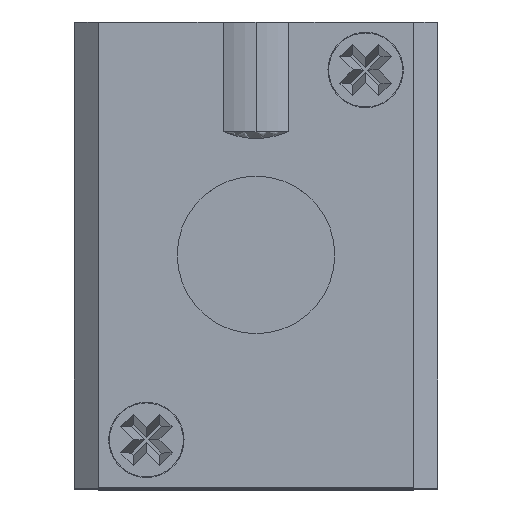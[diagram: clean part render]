
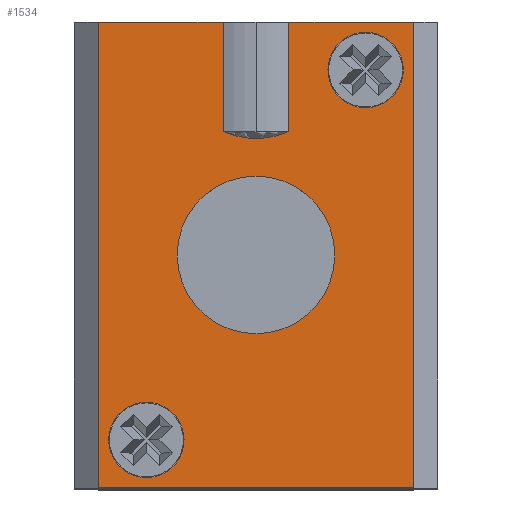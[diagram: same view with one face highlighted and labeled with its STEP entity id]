
A CAD part, top view. The second image highlights one B-rep face of the part: STEP entity #1534.
In plain terms, the highlighted planar face has unit normal (0, 0, 1).
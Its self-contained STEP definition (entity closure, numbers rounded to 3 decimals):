
#9 = ORIENTED_EDGE ( 'NONE', *, *, #3139, .F. ) ;
#33 = ORIENTED_EDGE ( 'NONE', *, *, #3138, .F. ) ;
#34 = ORIENTED_EDGE ( 'NONE', *, *, #3181, .F. ) ;
#35 = ORIENTED_EDGE ( 'NONE', *, *, #3143, .F. ) ;
#36 = ORIENTED_EDGE ( 'NONE', *, *, #3115, .F. ) ;
#37 = ORIENTED_EDGE ( 'NONE', *, *, #3171, .F. ) ;
#38 = ORIENTED_EDGE ( 'NONE', *, *, #3114, .F. ) ;
#39 = ORIENTED_EDGE ( 'NONE', *, *, #3106, .T. ) ;
#40 = ORIENTED_EDGE ( 'NONE', *, *, #651, .T. ) ;
#41 = ORIENTED_EDGE ( 'NONE', *, *, #3124, .T. ) ;
#42 = ORIENTED_EDGE ( 'NONE', *, *, #3177, .T. ) ;
#266 = CARTESIAN_POINT ( 'NONE',  ( 0., 14.5, 13. ) ) ;
#267 = DIRECTION ( 'NONE',  ( 0., 0., -1. ) ) ;
#268 = DIRECTION ( 'NONE',  ( 1., 0., 0. ) ) ;
#286 = CARTESIAN_POINT ( 'NONE',  ( 2.398, 9., 13. ) ) ;
#287 = DIRECTION ( 'NONE',  ( 0., 1., 0. ) ) ;
#288 = CARTESIAN_POINT ( 'NONE',  ( -8., -13.5, 13. ) ) ;
#289 = DIRECTION ( 'NONE',  ( 0., 0., 1. ) ) ;
#290 = DIRECTION ( 'NONE',  ( 1., 0., 0. ) ) ;
#294 = CARTESIAN_POINT ( 'NONE',  ( 11.5, 17., 13. ) ) ;
#295 = DIRECTION ( 'NONE',  ( 0., 1., 0. ) ) ;
#309 = CARTESIAN_POINT ( 'NONE',  ( -11.5, 17., 13. ) ) ;
#310 = DIRECTION ( 'NONE',  ( -1., 0., 0. ) ) ;
#339 = CARTESIAN_POINT ( 'NONE',  ( 0., 0., 13. ) ) ;
#340 = DIRECTION ( 'NONE',  ( 0., 0., 1. ) ) ;
#341 = DIRECTION ( 'NONE',  ( 1., 0., 0. ) ) ;
#342 = CARTESIAN_POINT ( 'NONE',  ( 0., 0., 13. ) ) ;
#343 = DIRECTION ( 'NONE',  ( 0., 0., 1. ) ) ;
#344 = DIRECTION ( 'NONE',  ( 1., 0., 0. ) ) ;
#353 = CARTESIAN_POINT ( 'NONE',  ( 8., 13.5, 13. ) ) ;
#354 = DIRECTION ( 'NONE',  ( 0., 0., 1. ) ) ;
#355 = DIRECTION ( 'NONE',  ( 1., 0., 0. ) ) ;
#362 = CARTESIAN_POINT ( 'NONE',  ( -11.5, -17., 13. ) ) ;
#363 = DIRECTION ( 'NONE',  ( 1., 0., 0. ) ) ;
#417 = CARTESIAN_POINT ( 'NONE',  ( -8., -13.5, 13. ) ) ;
#418 = DIRECTION ( 'NONE',  ( 0., 0., 1. ) ) ;
#419 = DIRECTION ( 'NONE',  ( 1., 0., 0. ) ) ;
#426 = CARTESIAN_POINT ( 'NONE',  ( -11.5, 17., 13. ) ) ;
#427 = DIRECTION ( 'NONE',  ( -1., 0., 0. ) ) ;
#430 = CARTESIAN_POINT ( 'NONE',  ( -11.5, 17., 13. ) ) ;
#431 = DIRECTION ( 'NONE',  ( 0., -1., 0. ) ) ;
#498 = CIRCLE ( 'NONE', #3924, 6. ) ;
#510 = LINE ( 'NONE', #286, #511 ) ;
#511 = VECTOR ( 'NONE', #287, 1000. ) ;
#512 = CIRCLE ( 'NONE', #3928, 2.75 ) ;
#513 = LINE ( 'NONE', #294, #515 ) ;
#515 = VECTOR ( 'NONE', #295, 1000. ) ;
#527 = LINE ( 'NONE', #309, #528 ) ;
#528 = VECTOR ( 'NONE', #310, 1000. ) ;
#553 = CIRCLE ( 'NONE', #3933, 5.75 ) ;
#554 = CIRCLE ( 'NONE', #3934, 5.75 ) ;
#560 = CIRCLE ( 'NONE', #3937, 2.75 ) ;
#566 = LINE ( 'NONE', #362, #567 ) ;
#567 = VECTOR ( 'NONE', #363, 1000. ) ;
#651 = EDGE_CURVE ( 'NONE', #2930, #2952, #2072, .T. ) ;
#685 = DIRECTION ( 'NONE',  ( 1., 0., 0. ) ) ;
#717 = CARTESIAN_POINT ( 'NONE',  ( -5.75, 0., 13. ) ) ;
#725 = CARTESIAN_POINT ( 'NONE',  ( 2.398, 17., 13. ) ) ;
#726 = CARTESIAN_POINT ( 'NONE',  ( -10.75, -13.5, 13. ) ) ;
#732 = CARTESIAN_POINT ( 'NONE',  ( 2.398, 9., 13. ) ) ;
#735 = CARTESIAN_POINT ( 'NONE',  ( -5.25, -13.5, 13. ) ) ;
#747 = CARTESIAN_POINT ( 'NONE',  ( 5.25, 13.5, 13. ) ) ;
#753 = CARTESIAN_POINT ( 'NONE',  ( -2.398, 9., 13. ) ) ;
#759 = CARTESIAN_POINT ( 'NONE',  ( -11.5, 17., 13. ) ) ;
#762 = CARTESIAN_POINT ( 'NONE',  ( 11.5, 17., 13. ) ) ;
#766 = CARTESIAN_POINT ( 'NONE',  ( 10.75, 13.5, 13. ) ) ;
#773 = CARTESIAN_POINT ( 'NONE',  ( -2.398, 17., 13. ) ) ;
#774 = CARTESIAN_POINT ( 'NONE',  ( 5.75, 0., 13. ) ) ;
#776 = CARTESIAN_POINT ( 'NONE',  ( -11.5, -17., 13. ) ) ;
#784 = CARTESIAN_POINT ( 'NONE',  ( 11.5, -17., 13. ) ) ;
#1084 = CIRCLE ( 'NONE', #3945, 2.75 ) ;
#1090 = LINE ( 'NONE', #426, #1091 ) ;
#1091 = VECTOR ( 'NONE', #427, 1000. ) ;
#1094 = LINE ( 'NONE', #430, #1095 ) ;
#1095 = VECTOR ( 'NONE', #431, 1000. ) ;
#1102 = CIRCLE ( 'NONE', #3947, 2.75 ) ;
#1534 = ADVANCED_FACE ( 'NONE', ( #2327, #2328, #2329, #2330 ), #1990, .T. ) ;
#1542 = ORIENTED_EDGE ( 'NONE', *, *, #3147, .T. ) ;
#1543 = ORIENTED_EDGE ( 'NONE', *, *, #3117, .T. ) ;
#1544 = ORIENTED_EDGE ( 'NONE', *, *, #3175, .T. ) ;
#1990 = PLANE ( 'NONE',  #3862 ) ;
#1991 = CARTESIAN_POINT ( 'NONE',  ( 11.5, -17., 13. ) ) ;
#1992 = DIRECTION ( 'NONE',  ( 0., 0., 1. ) ) ;
#2072 = LINE ( 'NONE', #2109, #2074 ) ;
#2074 = VECTOR ( 'NONE', #2108, 1000. ) ;
#2108 = DIRECTION ( 'NONE',  ( 0., 1., 0. ) ) ;
#2109 = CARTESIAN_POINT ( 'NONE',  ( -2.398, 9., 13. ) ) ;
#2211 = EDGE_LOOP ( 'NONE', ( #38, #39, #40, #41, #42, #1542, #1543, #1544 ) ) ;
#2213 = EDGE_LOOP ( 'NONE', ( #34, #35 ) ) ;
#2327 = FACE_BOUND ( 'NONE', #3394, .T. ) ;
#2328 = FACE_BOUND ( 'NONE', #2213, .T. ) ;
#2329 = FACE_BOUND ( 'NONE', #2452, .T. ) ;
#2330 = FACE_OUTER_BOUND ( 'NONE', #2211, .T. ) ;
#2452 = EDGE_LOOP ( 'NONE', ( #36, #37 ) ) ;
#2487 = CARTESIAN_POINT ( 'NONE',  ( 8., 13.5, 13. ) ) ;
#2488 = DIRECTION ( 'NONE',  ( 0., 0., 1. ) ) ;
#2489 = DIRECTION ( 'NONE',  ( 1., 0., 0. ) ) ;
#2891 = VERTEX_POINT ( 'NONE', #717 ) ;
#2899 = VERTEX_POINT ( 'NONE', #725 ) ;
#2900 = VERTEX_POINT ( 'NONE', #726 ) ;
#2908 = VERTEX_POINT ( 'NONE', #732 ) ;
#2911 = VERTEX_POINT ( 'NONE', #735 ) ;
#2923 = VERTEX_POINT ( 'NONE', #747 ) ;
#2930 = VERTEX_POINT ( 'NONE', #753 ) ;
#2936 = VERTEX_POINT ( 'NONE', #759 ) ;
#2939 = VERTEX_POINT ( 'NONE', #762 ) ;
#2945 = VERTEX_POINT ( 'NONE', #766 ) ;
#2952 = VERTEX_POINT ( 'NONE', #773 ) ;
#2953 = VERTEX_POINT ( 'NONE', #774 ) ;
#2955 = VERTEX_POINT ( 'NONE', #776 ) ;
#2963 = VERTEX_POINT ( 'NONE', #784 ) ;
#3106 = EDGE_CURVE ( 'NONE', #2908, #2930, #498, .T. ) ;
#3114 = EDGE_CURVE ( 'NONE', #2908, #2899, #510, .T. ) ;
#3115 = EDGE_CURVE ( 'NONE', #2911, #2900, #512, .T. ) ;
#3117 = EDGE_CURVE ( 'NONE', #2963, #2939, #513, .T. ) ;
#3124 = EDGE_CURVE ( 'NONE', #2952, #2936, #527, .T. ) ;
#3138 = EDGE_CURVE ( 'NONE', #2891, #2953, #553, .T. ) ;
#3139 = EDGE_CURVE ( 'NONE', #2953, #2891, #554, .T. ) ;
#3143 = EDGE_CURVE ( 'NONE', #2923, #2945, #560, .T. ) ;
#3147 = EDGE_CURVE ( 'NONE', #2955, #2963, #566, .T. ) ;
#3171 = EDGE_CURVE ( 'NONE', #2900, #2911, #1084, .T. ) ;
#3175 = EDGE_CURVE ( 'NONE', #2939, #2899, #1090, .T. ) ;
#3177 = EDGE_CURVE ( 'NONE', #2936, #2955, #1094, .T. ) ;
#3181 = EDGE_CURVE ( 'NONE', #2945, #2923, #1102, .T. ) ;
#3394 = EDGE_LOOP ( 'NONE', ( #9, #33 ) ) ;
#3862 = AXIS2_PLACEMENT_3D ( 'NONE', #1991, #1992, #685 ) ;
#3924 = AXIS2_PLACEMENT_3D ( 'NONE', #266, #267, #268 ) ;
#3928 = AXIS2_PLACEMENT_3D ( 'NONE', #288, #289, #290 ) ;
#3933 = AXIS2_PLACEMENT_3D ( 'NONE', #339, #340, #341 ) ;
#3934 = AXIS2_PLACEMENT_3D ( 'NONE', #342, #343, #344 ) ;
#3937 = AXIS2_PLACEMENT_3D ( 'NONE', #353, #354, #355 ) ;
#3945 = AXIS2_PLACEMENT_3D ( 'NONE', #417, #418, #419 ) ;
#3947 = AXIS2_PLACEMENT_3D ( 'NONE', #2487, #2488, #2489 ) ;
